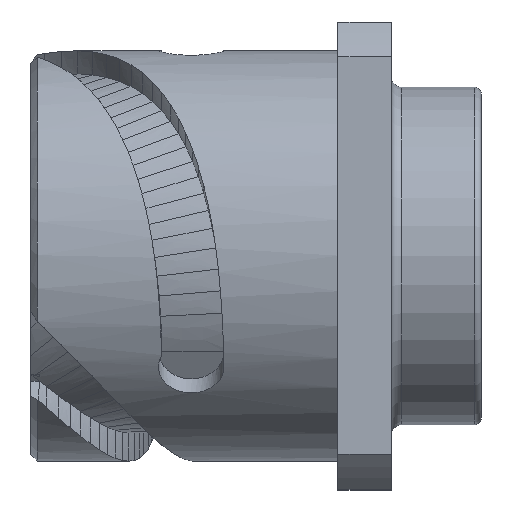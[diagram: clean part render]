
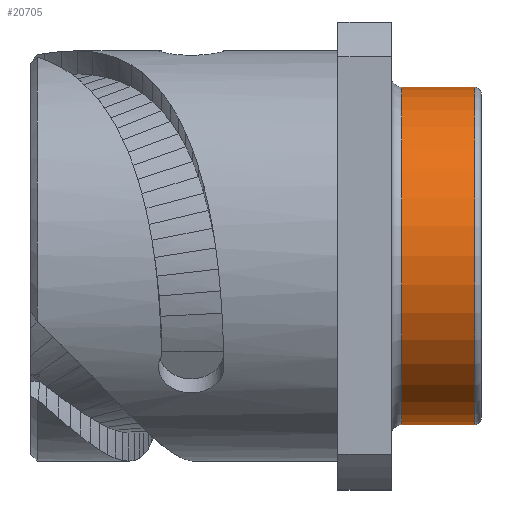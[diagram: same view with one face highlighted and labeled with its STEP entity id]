
A CAD part, top view. The second image highlights one B-rep face of the part: STEP entity #20705.
In plain terms, the highlighted cylindrical face has radius 12.66 mm (diameter 25.32 mm), a partial arc.
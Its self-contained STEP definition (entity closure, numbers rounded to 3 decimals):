
#5331=CARTESIAN_POINT('',(33.3,0.,0.));
#5332=DIRECTION('',(-1.,0.,0.));
#5333=DIRECTION('',(0.,-1.,0.));
#5334=AXIS2_PLACEMENT_3D('',#5331,#5332,#5333);
#5336=CARTESIAN_POINT('',(27.84,0.,0.));
#5337=DIRECTION('',(1.,0.,0.));
#5338=DIRECTION('',(0.,1.,0.));
#5339=AXIS2_PLACEMENT_3D('',#5336,#5337,#5338);
#5356=DIRECTION('',(-1.,0.,0.));
#5357=VECTOR('',#5356,5.46);
#5358=CARTESIAN_POINT('',(33.3,12.66,0.));
#5359=LINE('1549',#5358,#5357);
#5365=DIRECTION('',(-1.,0.,0.));
#5366=VECTOR('',#5365,5.46);
#5367=CARTESIAN_POINT('',(33.3,-12.66,0.));
#5368=LINE('1550',#5367,#5366);
#8794=CARTESIAN_POINT('',(27.84,-12.66,0.));
#8795=CARTESIAN_POINT('',(27.84,12.66,0.));
#8796=VERTEX_POINT('',#8794);
#8797=VERTEX_POINT('',#8795);
#8798=CARTESIAN_POINT('',(33.3,12.66,0.));
#8799=CARTESIAN_POINT('',(33.3,-12.66,0.));
#8800=VERTEX_POINT('',#8798);
#8801=VERTEX_POINT('',#8799);
#20691=CARTESIAN_POINT('',(-1.691,0.,0.));
#20692=DIRECTION('',(1.,0.,0.));
#20693=DIRECTION('',(0.,-1.,0.));
#20694=AXIS2_PLACEMENT_3D('',#20691,#20692,#20693);
#20695=CYLINDRICAL_SURFACE('247',#20694,12.66);
#20697=ORIENTED_EDGE('1547',*,*,#20696,.F.);
#20699=ORIENTED_EDGE('1550',*,*,#20698,.T.);
#20700=ORIENTED_EDGE('1542',*,*,#20678,.F.);
#20702=ORIENTED_EDGE('1549',*,*,#20701,.F.);
#20703=EDGE_LOOP('247',(#20697,#20699,#20700,#20702));
#20704=FACE_OUTER_BOUND('247',#20703,.F.);
#5335=CIRCLE('1547',#5334,12.66);
#5340=CIRCLE('1542',#5339,12.66);
#20678=EDGE_CURVE('1542',#8797,#8796,#5340,.T.);
#20696=EDGE_CURVE('1547',#8801,#8800,#5335,.T.);
#20698=EDGE_CURVE('1550',#8801,#8796,#5368,.T.);
#20701=EDGE_CURVE('1549',#8800,#8797,#5359,.T.);
#20705=ADVANCED_FACE('247',(#20704),#20695,.T.);
